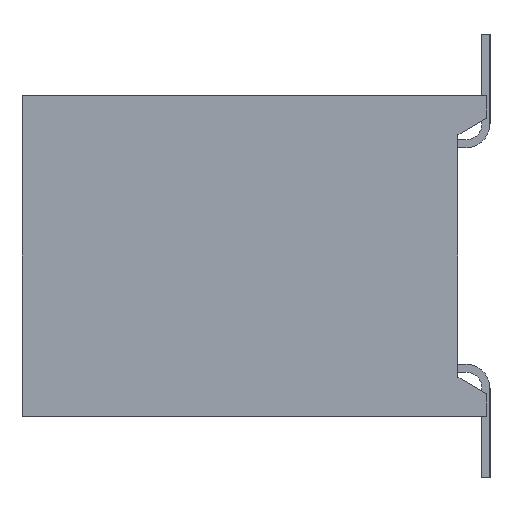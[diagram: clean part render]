
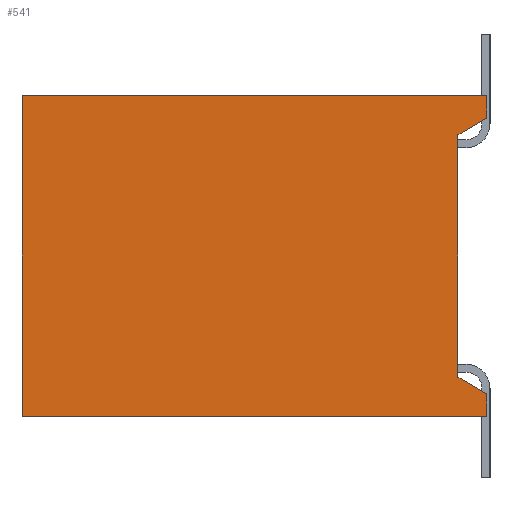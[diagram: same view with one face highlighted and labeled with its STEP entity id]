
A CAD part, left-side view. The second image highlights one B-rep face of the part: STEP entity #541.
In plain terms, the highlighted planar face has unit normal (-1, 0, 0).
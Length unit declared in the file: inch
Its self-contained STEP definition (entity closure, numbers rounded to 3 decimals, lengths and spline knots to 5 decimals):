
#541 = ADVANCED_FACE( '', ( #1275 ), #1276, .F. );
#1275 = FACE_OUTER_BOUND( '', #2201, .T. );
#1276 = PLANE( '', #2202 );
#2201 = EDGE_LOOP( '', ( #3761, #3762, #3763, #3764, #3765, #3766, #3767, #3768 ) );
#2202 = AXIS2_PLACEMENT_3D( '', #3769, #3770, #3771 );
#3761 = ORIENTED_EDGE( '', *, *, #6224, .F. );
#3762 = ORIENTED_EDGE( '', *, *, #6105, .T. );
#3763 = ORIENTED_EDGE( '', *, *, #6044, .F. );
#3764 = ORIENTED_EDGE( '', *, *, #6032, .F. );
#3765 = ORIENTED_EDGE( '', *, *, #6294, .T. );
#3766 = ORIENTED_EDGE( '', *, *, #6227, .T. );
#3767 = ORIENTED_EDGE( '', *, *, #5783, .F. );
#3768 = ORIENTED_EDGE( '', *, *, #6295, .F. );
#3769 = CARTESIAN_POINT( '', ( -0.3, 0.29, -0.1 ) );
#3770 = DIRECTION( '', ( 1., 0., 0. ) );
#3771 = DIRECTION( '', ( 0., 0., -1. ) );
#5783 = EDGE_CURVE( '', #6990, #6985, #6992, .T. );
#6032 = EDGE_CURVE( '', #7432, #7434, #7435, .T. );
#6044 = EDGE_CURVE( '', #7434, #7455, #7456, .T. );
#6105 = EDGE_CURVE( '', #7563, #7455, #7564, .T. );
#6224 = EDGE_CURVE( '', #7563, #7752, #7755, .T. );
#6227 = EDGE_CURVE( '', #7759, #6985, #7760, .T. );
#6294 = EDGE_CURVE( '', #7432, #7759, #7857, .T. );
#6295 = EDGE_CURVE( '', #7752, #6990, #7858, .T. );
#6985 = VERTEX_POINT( '', #8764 );
#6990 = VERTEX_POINT( '', #8771 );
#6992 = LINE( '', #8774, #8775 );
#7432 = VERTEX_POINT( '', #9414 );
#7434 = VERTEX_POINT( '', #9417 );
#7435 = LINE( '', #9418, #9419 );
#7455 = VERTEX_POINT( '', #9448 );
#7456 = LINE( '', #9449, #9450 );
#7563 = VERTEX_POINT( '', #9612 );
#7564 = LINE( '', #9613, #9614 );
#7752 = VERTEX_POINT( '', #9893 );
#7755 = LINE( '', #9898, #9899 );
#7759 = VERTEX_POINT( '', #9904 );
#7760 = LINE( '', #9905, #9906 );
#7857 = LINE( '', #10046, #10047 );
#7858 = LINE( '', #10048, #10049 );
#8764 = CARTESIAN_POINT( '', ( -0.3, 0., -0.086 ) );
#8771 = CARTESIAN_POINT( '', ( -0.3, 0.018, -0.07561 ) );
#8774 = CARTESIAN_POINT( '', ( -0.3, 0.21144, 0.03607 ) );
#8775 = VECTOR( '', #11215, 39.37008 );
#9414 = CARTESIAN_POINT( '', ( -0.3, 0.29, -0.1 ) );
#9417 = CARTESIAN_POINT( '', ( -0.3, 0.29, 0.1 ) );
#9418 = CARTESIAN_POINT( '', ( -0.3, 0.29, -0.1 ) );
#9419 = VECTOR( '', #11464, 39.37008 );
#9448 = CARTESIAN_POINT( '', ( -0.3, 0., 0.1 ) );
#9449 = CARTESIAN_POINT( '', ( -0.3, 0.29, 0.1 ) );
#9450 = VECTOR( '', #11474, 39.37008 );
#9612 = CARTESIAN_POINT( '', ( -0.3, 0., 0.086 ) );
#9613 = CARTESIAN_POINT( '', ( -0.3, 0., -0.1 ) );
#9614 = VECTOR( '', #11530, 39.37008 );
#9893 = CARTESIAN_POINT( '', ( -0.3, 0.018, 0.07561 ) );
#9898 = CARTESIAN_POINT( '', ( -0.3, 0.29804, -0.08607 ) );
#9899 = VECTOR( '', #11630, 39.37008 );
#9904 = CARTESIAN_POINT( '', ( -0.3, 0., -0.1 ) );
#9905 = CARTESIAN_POINT( '', ( -0.3, 0., -0.1 ) );
#9906 = VECTOR( '', #11632, 39.37008 );
#10046 = CARTESIAN_POINT( '', ( -0.3, 0.29, -0.1 ) );
#10047 = VECTOR( '', #11691, 39.37008 );
#10048 = CARTESIAN_POINT( '', ( -0.3, 0.018, -0.1 ) );
#10049 = VECTOR( '', #11692, 39.37008 );
#11215 = DIRECTION( '', ( 0., -0.866, -0.5 ) );
#11464 = DIRECTION( '', ( 0., 0., 1. ) );
#11474 = DIRECTION( '', ( 0., -1., 0. ) );
#11530 = DIRECTION( '', ( 0., 0., 1. ) );
#11630 = DIRECTION( '', ( 0., 0.866, -0.5 ) );
#11632 = DIRECTION( '', ( 0., 0., 1. ) );
#11691 = DIRECTION( '', ( 0., -1., 0. ) );
#11692 = DIRECTION( '', ( 0., 0., -1. ) );
